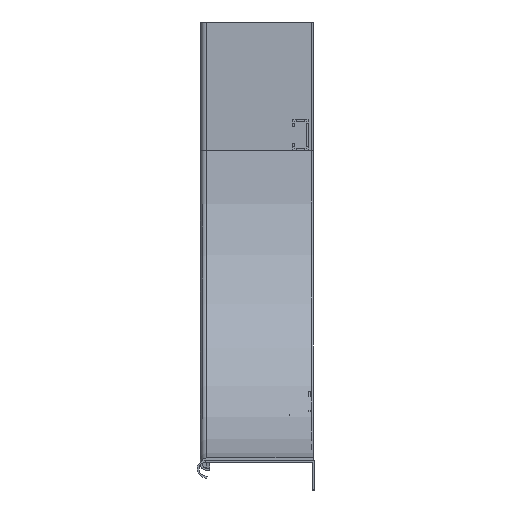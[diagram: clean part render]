
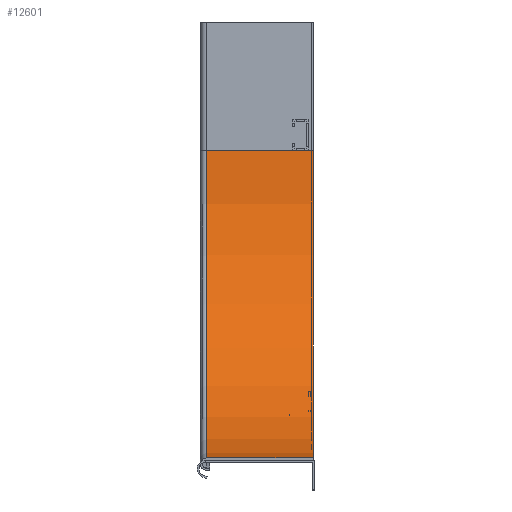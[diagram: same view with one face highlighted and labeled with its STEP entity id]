
A CAD part, left-side view. The second image highlights one B-rep face of the part: STEP entity #12601.
In plain terms, the highlighted cylindrical face has radius 300 mm (diameter 600 mm), a partial arc.
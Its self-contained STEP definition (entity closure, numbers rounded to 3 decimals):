
#265 = CIRCLE ( 'NONE', #6467, 300. ) ;
#931 = VECTOR ( 'NONE', #9109, 1000. ) ;
#1804 = CARTESIAN_POINT ( 'NONE',  ( 0., 104., -125. ) ) ;
#3720 = EDGE_CURVE ( 'NONE', #4182, #7363, #11848, .T. ) ;
#3988 = DIRECTION ( 'NONE',  ( 0., -1., 0. ) ) ;
#4004 = AXIS2_PLACEMENT_3D ( 'NONE', #15050, #6758, #16453 ) ;
#4182 = VERTEX_POINT ( 'NONE', #5333 ) ;
#4208 = EDGE_CURVE ( 'NONE', #4182, #8705, #8208, .T. ) ;
#4464 = DIRECTION ( 'NONE',  ( 0., -1., 0. ) ) ;
#5000 = FACE_OUTER_BOUND ( 'NONE', #6350, .T. ) ;
#5333 = CARTESIAN_POINT ( 'NONE',  ( 0., 0., -125. ) ) ;
#6104 = ORIENTED_EDGE ( 'NONE', *, *, #4208, .T. ) ;
#6335 = CARTESIAN_POINT ( 'NONE',  ( 0., 3., -125. ) ) ;
#6350 = EDGE_LOOP ( 'NONE', ( #14266, #6104, #11144, #10688 ) ) ;
#6467 = AXIS2_PLACEMENT_3D ( 'NONE', #12681, #4464, #14082 ) ;
#6758 = DIRECTION ( 'NONE',  ( 0., -1., 0. ) ) ;
#7363 = VERTEX_POINT ( 'NONE', #1804 ) ;
#7584 = DIRECTION ( 'NONE',  ( 0., 1., 0. ) ) ;
#8208 = CIRCLE ( 'NONE', #4004, 300. ) ;
#8217 = CYLINDRICAL_SURFACE ( 'NONE', #11934, 300. ) ;
#8705 = VERTEX_POINT ( 'NONE', #12973 ) ;
#8780 = VERTEX_POINT ( 'NONE', #17357 ) ;
#8889 = CARTESIAN_POINT ( 'NONE',  ( 300., 3., -425. ) ) ;
#9109 = DIRECTION ( 'NONE',  ( 0., 1., 0. ) ) ;
#9463 = DIRECTION ( 'NONE',  ( 0., 0., -1. ) ) ;
#10576 = EDGE_CURVE ( 'NONE', #8705, #8780, #10727, .T. ) ;
#10688 = ORIENTED_EDGE ( 'NONE', *, *, #14242, .F. ) ;
#10727 = LINE ( 'NONE', #8889, #14422 ) ;
#11144 = ORIENTED_EDGE ( 'NONE', *, *, #10576, .T. ) ;
#11848 = LINE ( 'NONE', #6335, #931 ) ;
#11934 = AXIS2_PLACEMENT_3D ( 'NONE', #12192, #3988, #9463 ) ;
#12192 = CARTESIAN_POINT ( 'NONE',  ( 300., 0., -125. ) ) ;
#12601 = ADVANCED_FACE ( 'NONE', ( #5000 ), #8217, .F. ) ;
#12681 = CARTESIAN_POINT ( 'NONE',  ( 300., 104., -125. ) ) ;
#12973 = CARTESIAN_POINT ( 'NONE',  ( 300., 0., -425. ) ) ;
#14082 = DIRECTION ( 'NONE',  ( 0., 0., -1. ) ) ;
#14242 = EDGE_CURVE ( 'NONE', #7363, #8780, #265, .T. ) ;
#14266 = ORIENTED_EDGE ( 'NONE', *, *, #3720, .F. ) ;
#14422 = VECTOR ( 'NONE', #7584, 1000. ) ;
#15050 = CARTESIAN_POINT ( 'NONE',  ( 300., 0., -125. ) ) ;
#16453 = DIRECTION ( 'NONE',  ( 1., 0., 0. ) ) ;
#17357 = CARTESIAN_POINT ( 'NONE',  ( 300., 104., -425. ) ) ;
